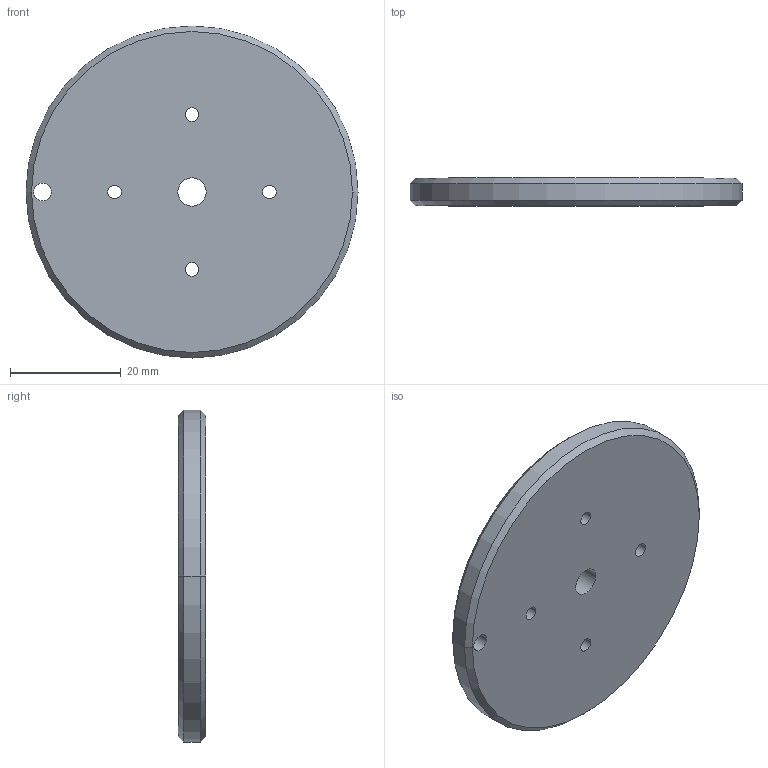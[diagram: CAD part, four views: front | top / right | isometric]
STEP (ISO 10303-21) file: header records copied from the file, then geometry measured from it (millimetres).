
FILE_DESCRIPTION((''),'2;1');
FILE_NAME('RODA_V4','2025-04-10T19:48:43',('quimg'),(''),'CREO PARAMETRIC BY PTC INC, 2024063','CREO PARAMETRIC BY PTC INC, 2024063','');
FILE_SCHEMA(('CONFIG_CONTROL_DESIGN'));
Length unit declared in the file: millimetre
Products named in the file (1): RODA_V4
Bounding box: 60 x 5 x 60 mm (x, y, z)
Volume: 13710.2 mm3; surface area: 6565.2 mm2
Topology: 1 solids, 1 shells, 20 faces, 50 edges, 32 vertices
Faces by surface type: cylinder 14, cone 4, plane 2
Entity records: 676 total; most frequent: DIRECTION 122, CARTESIAN_POINT 102, ORIENTED_EDGE 100, AXIS2_PLACEMENT_3D 52, EDGE_CURVE 50, VERTEX_POINT 32, EDGE_LOOP 32, CIRCLE 32
